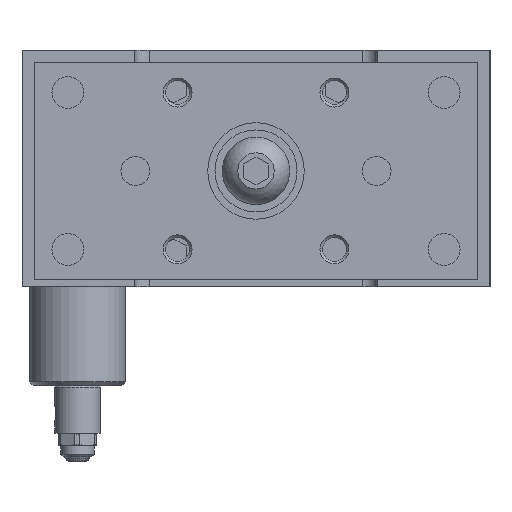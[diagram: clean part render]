
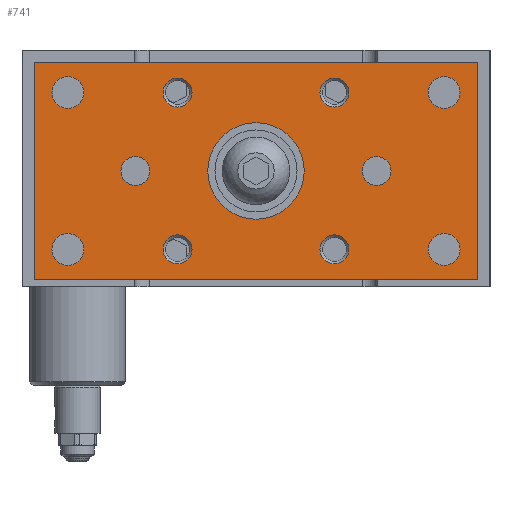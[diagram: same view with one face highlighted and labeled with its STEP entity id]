
A CAD part, left-side view. The second image highlights one B-rep face of the part: STEP entity #741.
In plain terms, the highlighted planar face has unit normal (-1, 0, 0).
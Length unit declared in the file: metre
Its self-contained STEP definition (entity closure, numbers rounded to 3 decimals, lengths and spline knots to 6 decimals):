
#741 = ADVANCED_FACE( '', ( #1855, #1856, #1857, #1858, #1859, #1860, #1861, #1862, #1863, #1864, #1865, #1866 ), #1867, .T. );
#1855 = FACE_OUTER_BOUND( '', #3494, .T. );
#1856 = FACE_BOUND( '', #3495, .T. );
#1857 = FACE_BOUND( '', #3496, .T. );
#1858 = FACE_BOUND( '', #3497, .T. );
#1859 = FACE_BOUND( '', #3498, .T. );
#1860 = FACE_BOUND( '', #3499, .T. );
#1861 = FACE_BOUND( '', #3500, .T. );
#1862 = FACE_BOUND( '', #3501, .T. );
#1863 = FACE_BOUND( '', #3502, .T. );
#1864 = FACE_BOUND( '', #3503, .T. );
#1865 = FACE_BOUND( '', #3504, .T. );
#1866 = FACE_BOUND( '', #3505, .T. );
#1867 = PLANE( '', #3506 );
#3494 = EDGE_LOOP( '', ( #5668, #5669, #5670, #5671 ) );
#3495 = EDGE_LOOP( '', ( #5672 ) );
#3496 = EDGE_LOOP( '', ( #5673 ) );
#3497 = EDGE_LOOP( '', ( #5674 ) );
#3498 = EDGE_LOOP( '', ( #5675 ) );
#3499 = EDGE_LOOP( '', ( #5676 ) );
#3500 = EDGE_LOOP( '', ( #5677 ) );
#3501 = EDGE_LOOP( '', ( #5678 ) );
#3502 = EDGE_LOOP( '', ( #5679 ) );
#3503 = EDGE_LOOP( '', ( #5680 ) );
#3504 = EDGE_LOOP( '', ( #5681 ) );
#3505 = EDGE_LOOP( '', ( #5682 ) );
#3506 = AXIS2_PLACEMENT_3D( '', #5683, #5684, #5685 );
#5668 = ORIENTED_EDGE( '', *, *, #8482, .T. );
#5669 = ORIENTED_EDGE( '', *, *, #8483, .T. );
#5670 = ORIENTED_EDGE( '', *, *, #8484, .T. );
#5671 = ORIENTED_EDGE( '', *, *, #8485, .T. );
#5672 = ORIENTED_EDGE( '', *, *, #8347, .T. );
#5673 = ORIENTED_EDGE( '', *, *, #8077, .F. );
#5674 = ORIENTED_EDGE( '', *, *, #7985, .F. );
#5675 = ORIENTED_EDGE( '', *, *, #8486, .T. );
#5676 = ORIENTED_EDGE( '', *, *, #8487, .T. );
#5677 = ORIENTED_EDGE( '', *, *, #8079, .F. );
#5678 = ORIENTED_EDGE( '', *, *, #8488, .T. );
#5679 = ORIENTED_EDGE( '', *, *, #8489, .F. );
#5680 = ORIENTED_EDGE( '', *, *, #8490, .F. );
#5681 = ORIENTED_EDGE( '', *, *, #8491, .T. );
#5682 = ORIENTED_EDGE( '', *, *, #8492, .T. );
#5683 = CARTESIAN_POINT( '', ( -0.019, -0.046, -0.0025 ) );
#5684 = DIRECTION( '', ( -1., 0., 0. ) );
#5685 = DIRECTION( '', ( 0., 0., 1. ) );
#7985 = EDGE_CURVE( '', #9248, #9248, #9249, .T. );
#8077 = EDGE_CURVE( '', #9409, #9409, #9410, .T. );
#8079 = EDGE_CURVE( '', #9412, #9412, #9413, .T. );
#8347 = EDGE_CURVE( '', #9859, #9859, #9860, .T. );
#8482 = EDGE_CURVE( '', #10066, #10067, #10068, .T. );
#8483 = EDGE_CURVE( '', #10067, #10069, #10070, .T. );
#8484 = EDGE_CURVE( '', #10069, #10071, #10072, .T. );
#8485 = EDGE_CURVE( '', #10071, #10066, #10073, .T. );
#8486 = EDGE_CURVE( '', #10074, #10074, #10075, .T. );
#8487 = EDGE_CURVE( '', #10076, #10076, #10077, .T. );
#8488 = EDGE_CURVE( '', #10078, #10078, #10079, .T. );
#8489 = EDGE_CURVE( '', #10080, #10080, #10081, .T. );
#8490 = EDGE_CURVE( '', #10082, #10082, #10083, .T. );
#8491 = EDGE_CURVE( '', #10084, #10084, #10085, .T. );
#8492 = EDGE_CURVE( '', #10086, #10086, #10087, .T. );
#9248 = VERTEX_POINT( '', #11108 );
#9249 = CIRCLE( '', #11109, 0.0033 );
#9409 = VERTEX_POINT( '', #11384 );
#9410 = CIRCLE( '', #11385, 0.0033 );
#9412 = VERTEX_POINT( '', #11387 );
#9413 = CIRCLE( '', #11388, 0.003 );
#9859 = VERTEX_POINT( '', #12064 );
#9860 = CIRCLE( '', #12065, 0.0033 );
#10066 = VERTEX_POINT( '', #12402 );
#10067 = VERTEX_POINT( '', #12403 );
#10068 = LINE( '', #12404, #12405 );
#10069 = VERTEX_POINT( '', #12406 );
#10070 = LINE( '', #12407, #12408 );
#10071 = VERTEX_POINT( '', #12409 );
#10072 = LINE( '', #12410, #12411 );
#10073 = LINE( '', #12412, #12413 );
#10074 = VERTEX_POINT( '', #12414 );
#10075 = CIRCLE( '', #12415, 0.0033 );
#10076 = VERTEX_POINT( '', #12416 );
#10077 = CIRCLE( '', #12417, 0.003 );
#10078 = VERTEX_POINT( '', #12418 );
#10079 = CIRCLE( '', #12419, 0.003 );
#10080 = VERTEX_POINT( '', #12420 );
#10081 = CIRCLE( '', #12421, 0.003 );
#10082 = VERTEX_POINT( '', #12422 );
#10083 = CIRCLE( '', #12423, 0.003 );
#10084 = VERTEX_POINT( '', #12424 );
#10085 = CIRCLE( '', #12425, 0.003 );
#10086 = VERTEX_POINT( '', #12426 );
#10087 = CIRCLE( '', #12427, 0.01 );
#11108 = CARTESIAN_POINT( '', ( -0.019, 0.0357, -0.04125 ) );
#11109 = AXIS2_PLACEMENT_3D( '', #13750, #13751, #13752 );
#11384 = CARTESIAN_POINT( '', ( -0.019, -0.0357, -0.00875 ) );
#11385 = AXIS2_PLACEMENT_3D( '', #13876, #13877, #13878 );
#11387 = CARTESIAN_POINT( '', ( -0.019, -0.028, -0.025 ) );
#11388 = AXIS2_PLACEMENT_3D( '', #13879, #13880, #13881 );
#12064 = CARTESIAN_POINT( '', ( -0.019, 0.0357, -0.00875 ) );
#12065 = AXIS2_PLACEMENT_3D( '', #14233, #14234, #14235 );
#12402 = CARTESIAN_POINT( '', ( -0.019, -0.046, -0.0475 ) );
#12403 = CARTESIAN_POINT( '', ( -0.019, -0.046, -0.0025 ) );
#12404 = CARTESIAN_POINT( '', ( -0.019, -0.046, -0.0475 ) );
#12405 = VECTOR( '', #14405, 1. );
#12406 = CARTESIAN_POINT( '', ( -0.019, 0.046, -0.0025 ) );
#12407 = CARTESIAN_POINT( '', ( -0.019, -0.046, -0.0025 ) );
#12408 = VECTOR( '', #14406, 1. );
#12409 = CARTESIAN_POINT( '', ( -0.019, 0.046, -0.0475 ) );
#12410 = CARTESIAN_POINT( '', ( -0.019, 0.046, -0.0025 ) );
#12411 = VECTOR( '', #14407, 1. );
#12412 = CARTESIAN_POINT( '', ( -0.019, 0.046, -0.0475 ) );
#12413 = VECTOR( '', #14408, 1. );
#12414 = CARTESIAN_POINT( '', ( -0.019, -0.0357, -0.04125 ) );
#12415 = AXIS2_PLACEMENT_3D( '', #14409, #14410, #14411 );
#12416 = CARTESIAN_POINT( '', ( -0.019, 0.028, -0.025 ) );
#12417 = AXIS2_PLACEMENT_3D( '', #14412, #14413, #14414 );
#12418 = CARTESIAN_POINT( '', ( -0.019, 0.01925, -0.00875 ) );
#12419 = AXIS2_PLACEMENT_3D( '', #14415, #14416, #14417 );
#12420 = CARTESIAN_POINT( '', ( -0.019, -0.01925, -0.00875 ) );
#12421 = AXIS2_PLACEMENT_3D( '', #14418, #14419, #14420 );
#12422 = CARTESIAN_POINT( '', ( -0.019, 0.01925, -0.04125 ) );
#12423 = AXIS2_PLACEMENT_3D( '', #14421, #14422, #14423 );
#12424 = CARTESIAN_POINT( '', ( -0.019, -0.01925, -0.04125 ) );
#12425 = AXIS2_PLACEMENT_3D( '', #14424, #14425, #14426 );
#12426 = CARTESIAN_POINT( '', ( -0.019, 0.01, -0.025 ) );
#12427 = AXIS2_PLACEMENT_3D( '', #14427, #14428, #14429 );
#13750 = CARTESIAN_POINT( '', ( -0.019, 0.039, -0.04125 ) );
#13751 = DIRECTION( '', ( -1., 0., 0. ) );
#13752 = DIRECTION( '', ( 0., -1., 0. ) );
#13876 = CARTESIAN_POINT( '', ( -0.019, -0.039, -0.00875 ) );
#13877 = DIRECTION( '', ( -1., 0., 0. ) );
#13878 = DIRECTION( '', ( 0., 1., 0. ) );
#13879 = CARTESIAN_POINT( '', ( -0.019, -0.025, -0.025 ) );
#13880 = DIRECTION( '', ( -1., 0., 0. ) );
#13881 = DIRECTION( '', ( 0., -1., 0. ) );
#14233 = CARTESIAN_POINT( '', ( -0.019, 0.039, -0.00875 ) );
#14234 = DIRECTION( '', ( 1., 0., 0. ) );
#14235 = DIRECTION( '', ( 0., -1., 0. ) );
#14405 = DIRECTION( '', ( 0., 0., 1. ) );
#14406 = DIRECTION( '', ( 0., 1., 0. ) );
#14407 = DIRECTION( '', ( 0., 0., -1. ) );
#14408 = DIRECTION( '', ( 0., -1., 0. ) );
#14409 = CARTESIAN_POINT( '', ( -0.019, -0.039, -0.04125 ) );
#14410 = DIRECTION( '', ( 1., 0., 0. ) );
#14411 = DIRECTION( '', ( 0., 1., 0. ) );
#14412 = CARTESIAN_POINT( '', ( -0.019, 0.025, -0.025 ) );
#14413 = DIRECTION( '', ( 1., 0., 0. ) );
#14414 = DIRECTION( '', ( 0., 1., 0. ) );
#14415 = CARTESIAN_POINT( '', ( -0.019, 0.01625, -0.00875 ) );
#14416 = DIRECTION( '', ( 1., 0., 0. ) );
#14417 = DIRECTION( '', ( 0., 1., 0. ) );
#14418 = CARTESIAN_POINT( '', ( -0.019, -0.01625, -0.00875 ) );
#14419 = DIRECTION( '', ( -1., 0., 0. ) );
#14420 = DIRECTION( '', ( 0., -1., 0. ) );
#14421 = CARTESIAN_POINT( '', ( -0.019, 0.01625, -0.04125 ) );
#14422 = DIRECTION( '', ( -1., 0., 0. ) );
#14423 = DIRECTION( '', ( 0., 1., 0. ) );
#14424 = CARTESIAN_POINT( '', ( -0.019, -0.01625, -0.04125 ) );
#14425 = DIRECTION( '', ( 1., 0., 0. ) );
#14426 = DIRECTION( '', ( 0., -1., 0. ) );
#14427 = CARTESIAN_POINT( '', ( -0.019, 0., -0.025 ) );
#14428 = DIRECTION( '', ( 1., 0., 0. ) );
#14429 = DIRECTION( '', ( 0., 1., 0. ) );
